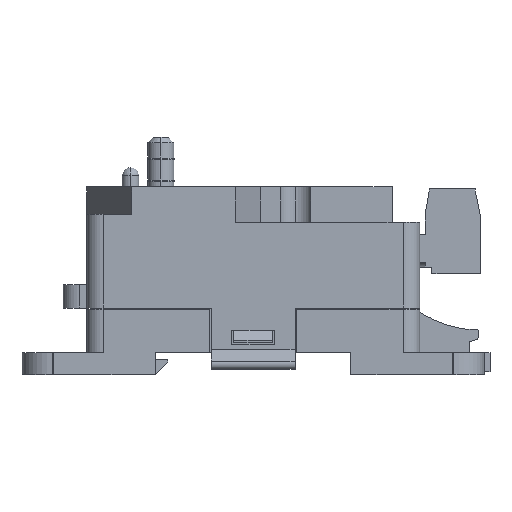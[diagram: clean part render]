
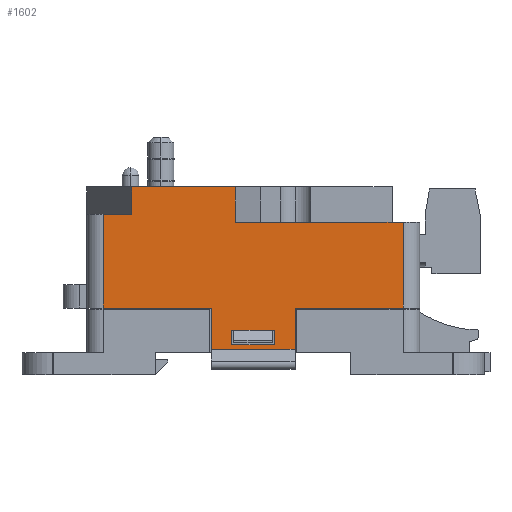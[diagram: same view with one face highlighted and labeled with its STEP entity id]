
A CAD part, left-side view. The second image highlights one B-rep face of the part: STEP entity #1602.
In plain terms, the highlighted planar face has unit normal (-1, 0, 0).
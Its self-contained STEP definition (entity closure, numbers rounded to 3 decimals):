
#2 = CARTESIAN_POINT ( 'NONE',  ( -23.95, 30.25, 29.1 ) ) ;
#44 = VECTOR ( 'NONE', #5793, 1000. ) ;
#86 = CARTESIAN_POINT ( 'NONE',  ( -23.95, -7.625, 4.6 ) ) ;
#130 = FACE_OUTER_BOUND ( 'NONE', #9838, .T. ) ;
#148 = DIRECTION ( 'NONE',  ( 0., -1., 0. ) ) ;
#182 = CARTESIAN_POINT ( 'NONE',  ( -23.95, -3.9, 5.45 ) ) ;
#202 = VERTEX_POINT ( 'NONE', #7061 ) ;
#232 = EDGE_CURVE ( 'NONE', #5636, #15010, #9977, .T. ) ;
#499 = VECTOR ( 'NONE', #17206, 1000. ) ;
#573 = VERTEX_POINT ( 'NONE', #15092 ) ;
#885 = VECTOR ( 'NONE', #1438, 1000. ) ;
#1009 = CARTESIAN_POINT ( 'NONE',  ( -23.95, 27.25, 34.1 ) ) ;
#1312 = CARTESIAN_POINT ( 'NONE',  ( -23.95, 22., 34.1 ) ) ;
#1438 = DIRECTION ( 'NONE',  ( 0., 1., 0. ) ) ;
#1465 = EDGE_CURVE ( 'NONE', #3836, #5057, #13814, .T. ) ;
#1602 = ADVANCED_FACE ( 'NONE', ( #8221, #130 ), #8142, .F. ) ;
#1670 = DIRECTION ( 'NONE',  ( 0., 0., -1. ) ) ;
#1837 = EDGE_CURVE ( 'NONE', #2609, #202, #7732, .T. ) ;
#1880 = VERTEX_POINT ( 'NONE', #17525 ) ;
#2014 = ORIENTED_EDGE ( 'NONE', *, *, #232, .F. ) ;
#2108 = LINE ( 'NONE', #86, #8409 ) ;
#2235 = CARTESIAN_POINT ( 'NONE',  ( -23.95, 3.25, 34.1 ) ) ;
#2328 = ORIENTED_EDGE ( 'NONE', *, *, #4858, .T. ) ;
#2541 = VECTOR ( 'NONE', #10808, 1000. ) ;
#2609 = VERTEX_POINT ( 'NONE', #6315 ) ;
#2661 = EDGE_CURVE ( 'NONE', #10850, #7040, #6801, .T. ) ;
#2984 = DIRECTION ( 'NONE',  ( 0., -1., 0. ) ) ;
#3041 = DIRECTION ( 'NONE',  ( 0., 1., 0. ) ) ;
#3836 = VERTEX_POINT ( 'NONE', #182 ) ;
#3841 = LINE ( 'NONE', #10059, #44 ) ;
#3971 = CARTESIAN_POINT ( 'NONE',  ( -23.95, -27.25, 21.3 ) ) ;
#3974 = DIRECTION ( 'NONE',  ( 0., 0., 1. ) ) ;
#4052 = VECTOR ( 'NONE', #14317, 1000. ) ;
#4122 = EDGE_CURVE ( 'NONE', #8471, #10850, #18143, .T. ) ;
#4283 = CARTESIAN_POINT ( 'NONE',  ( -23.95, 22., 29.1 ) ) ;
#4570 = CARTESIAN_POINT ( 'NONE',  ( -23.95, 22., 29.1 ) ) ;
#4691 = LINE ( 'NONE', #17174, #885 ) ;
#4784 = EDGE_CURVE ( 'NONE', #1880, #17121, #6700, .T. ) ;
#4858 = EDGE_CURVE ( 'NONE', #10788, #15010, #6912, .T. ) ;
#5057 = VERTEX_POINT ( 'NONE', #7255 ) ;
#5186 = ORIENTED_EDGE ( 'NONE', *, *, #10930, .F. ) ;
#5404 = CARTESIAN_POINT ( 'NONE',  ( -23.95, 27.25, 27.7 ) ) ;
#5636 = VERTEX_POINT ( 'NONE', #12805 ) ;
#5755 = DIRECTION ( 'NONE',  ( 0., 0., -1. ) ) ;
#5793 = DIRECTION ( 'NONE',  ( 0., 0., 1. ) ) ;
#6032 = EDGE_CURVE ( 'NONE', #8764, #14246, #2108, .T. ) ;
#6167 = VECTOR ( 'NONE', #5755, 1000. ) ;
#6315 = CARTESIAN_POINT ( 'NONE',  ( -23.95, 3.9, 8.1 ) ) ;
#6449 = EDGE_CURVE ( 'NONE', #1880, #11881, #11933, .T. ) ;
#6467 = EDGE_CURVE ( 'NONE', #8764, #10788, #3841, .T. ) ;
#6624 = CARTESIAN_POINT ( 'NONE',  ( -23.95, -27.25, 12.1 ) ) ;
#6644 = VECTOR ( 'NONE', #7881, 1000. ) ;
#6700 = LINE ( 'NONE', #18475, #7598 ) ;
#6801 = LINE ( 'NONE', #2235, #2541 ) ;
#6844 = EDGE_CURVE ( 'NONE', #7040, #5636, #15037, .T. ) ;
#6869 = DIRECTION ( 'NONE',  ( 1., 0., 0. ) ) ;
#6912 = LINE ( 'NONE', #11563, #14086 ) ;
#6933 = DIRECTION ( 'NONE',  ( 0., 0., -1. ) ) ;
#6973 = VECTOR ( 'NONE', #18318, 1000. ) ;
#7040 = VERTEX_POINT ( 'NONE', #7815 ) ;
#7061 = CARTESIAN_POINT ( 'NONE',  ( -23.95, 3.9, 5.45 ) ) ;
#7143 = VECTOR ( 'NONE', #9606, 1000. ) ;
#7195 = ORIENTED_EDGE ( 'NONE', *, *, #6844, .F. ) ;
#7202 = VECTOR ( 'NONE', #3974, 1000. ) ;
#7255 = CARTESIAN_POINT ( 'NONE',  ( -23.95, -3.9, 8.1 ) ) ;
#7287 = VECTOR ( 'NONE', #1670, 1000. ) ;
#7598 = VECTOR ( 'NONE', #6933, 1000. ) ;
#7651 = LINE ( 'NONE', #9713, #7202 ) ;
#7732 = LINE ( 'NONE', #8894, #7287 ) ;
#7815 = CARTESIAN_POINT ( 'NONE',  ( -23.95, 3.25, 27.7 ) ) ;
#7881 = DIRECTION ( 'NONE',  ( 0., 0., 1. ) ) ;
#8142 = PLANE ( 'NONE',  #15642 ) ;
#8151 = ORIENTED_EDGE ( 'NONE', *, *, #12272, .F. ) ;
#8221 = FACE_BOUND ( 'NONE', #14501, .T. ) ;
#8409 = VECTOR ( 'NONE', #3041, 1000. ) ;
#8471 = VERTEX_POINT ( 'NONE', #1312 ) ;
#8582 = CARTESIAN_POINT ( 'NONE',  ( -23.95, -27.25, 21.3 ) ) ;
#8755 = CARTESIAN_POINT ( 'NONE',  ( -23.95, -3.9, 5.45 ) ) ;
#8764 = VERTEX_POINT ( 'NONE', #16290 ) ;
#8894 = CARTESIAN_POINT ( 'NONE',  ( -23.95, 3.9, 8.1 ) ) ;
#9114 = ORIENTED_EDGE ( 'NONE', *, *, #2661, .F. ) ;
#9267 = ORIENTED_EDGE ( 'NONE', *, *, #14599, .F. ) ;
#9602 = CARTESIAN_POINT ( 'NONE',  ( -23.95, 27.25, 12.1 ) ) ;
#9606 = DIRECTION ( 'NONE',  ( 0., -1., 0. ) ) ;
#9713 = CARTESIAN_POINT ( 'NONE',  ( -23.95, 7.625, 12.1 ) ) ;
#9838 = EDGE_LOOP ( 'NONE', ( #18267, #9267, #10929, #10663, #15139, #15254, #16579, #15173, #2328, #2014, #7195, #9114 ) ) ;
#9865 = VECTOR ( 'NONE', #10254, 1000. ) ;
#9977 = LINE ( 'NONE', #8582, #6167 ) ;
#10059 = CARTESIAN_POINT ( 'NONE',  ( -23.95, -7.625, 12.1 ) ) ;
#10254 = DIRECTION ( 'NONE',  ( 0., -1., 0. ) ) ;
#10307 = LINE ( 'NONE', #17462, #9865 ) ;
#10460 = CARTESIAN_POINT ( 'NONE',  ( -23.95, 7.625, 4.6 ) ) ;
#10663 = ORIENTED_EDGE ( 'NONE', *, *, #4784, .T. ) ;
#10788 = VERTEX_POINT ( 'NONE', #12677 ) ;
#10808 = DIRECTION ( 'NONE',  ( 0., 0., -1. ) ) ;
#10850 = VERTEX_POINT ( 'NONE', #12859 ) ;
#10929 = ORIENTED_EDGE ( 'NONE', *, *, #6449, .F. ) ;
#10930 = EDGE_CURVE ( 'NONE', #202, #3836, #16900, .T. ) ;
#11434 = ORIENTED_EDGE ( 'NONE', *, *, #1465, .F. ) ;
#11563 = CARTESIAN_POINT ( 'NONE',  ( -23.95, -27.25, 12.1 ) ) ;
#11881 = VERTEX_POINT ( 'NONE', #4570 ) ;
#11933 = LINE ( 'NONE', #2, #499 ) ;
#12272 = EDGE_CURVE ( 'NONE', #5057, #2609, #4691, .T. ) ;
#12677 = CARTESIAN_POINT ( 'NONE',  ( -23.95, -7.625, 12.1 ) ) ;
#12805 = CARTESIAN_POINT ( 'NONE',  ( -23.95, -27.25, 27.7 ) ) ;
#12859 = CARTESIAN_POINT ( 'NONE',  ( -23.95, 3.25, 34.1 ) ) ;
#13814 = LINE ( 'NONE', #16495, #6644 ) ;
#14086 = VECTOR ( 'NONE', #2984, 1000. ) ;
#14246 = VERTEX_POINT ( 'NONE', #10460 ) ;
#14317 = DIRECTION ( 'NONE',  ( 0., 0., 1. ) ) ;
#14501 = EDGE_LOOP ( 'NONE', ( #11434, #5186, #18074, #8151 ) ) ;
#14599 = EDGE_CURVE ( 'NONE', #11881, #8471, #15045, .T. ) ;
#15010 = VERTEX_POINT ( 'NONE', #6624 ) ;
#15037 = LINE ( 'NONE', #5404, #6973 ) ;
#15045 = LINE ( 'NONE', #4283, #4052 ) ;
#15092 = CARTESIAN_POINT ( 'NONE',  ( -23.95, 7.625, 12.1 ) ) ;
#15110 = EDGE_CURVE ( 'NONE', #14246, #573, #7651, .T. ) ;
#15139 = ORIENTED_EDGE ( 'NONE', *, *, #17866, .T. ) ;
#15173 = ORIENTED_EDGE ( 'NONE', *, *, #6467, .T. ) ;
#15254 = ORIENTED_EDGE ( 'NONE', *, *, #15110, .F. ) ;
#15642 = AXIS2_PLACEMENT_3D ( 'NONE', #3971, #6869, #16906 ) ;
#16290 = CARTESIAN_POINT ( 'NONE',  ( -23.95, -7.625, 4.6 ) ) ;
#16452 = VECTOR ( 'NONE', #148, 1000. ) ;
#16495 = CARTESIAN_POINT ( 'NONE',  ( -23.95, -3.9, 8.1 ) ) ;
#16579 = ORIENTED_EDGE ( 'NONE', *, *, #6032, .F. ) ;
#16900 = LINE ( 'NONE', #8755, #16452 ) ;
#16906 = DIRECTION ( 'NONE',  ( 0., 1., 0. ) ) ;
#17121 = VERTEX_POINT ( 'NONE', #9602 ) ;
#17174 = CARTESIAN_POINT ( 'NONE',  ( -23.95, -3.9, 8.1 ) ) ;
#17206 = DIRECTION ( 'NONE',  ( 0., -1., 0. ) ) ;
#17462 = CARTESIAN_POINT ( 'NONE',  ( -23.95, -27.25, 12.1 ) ) ;
#17525 = CARTESIAN_POINT ( 'NONE',  ( -23.95, 27.25, 29.1 ) ) ;
#17866 = EDGE_CURVE ( 'NONE', #17121, #573, #10307, .T. ) ;
#18074 = ORIENTED_EDGE ( 'NONE', *, *, #1837, .F. ) ;
#18143 = LINE ( 'NONE', #1009, #7143 ) ;
#18267 = ORIENTED_EDGE ( 'NONE', *, *, #4122, .F. ) ;
#18318 = DIRECTION ( 'NONE',  ( 0., -1., 0. ) ) ;
#18475 = CARTESIAN_POINT ( 'NONE',  ( -23.95, 27.25, 21.3 ) ) ;
